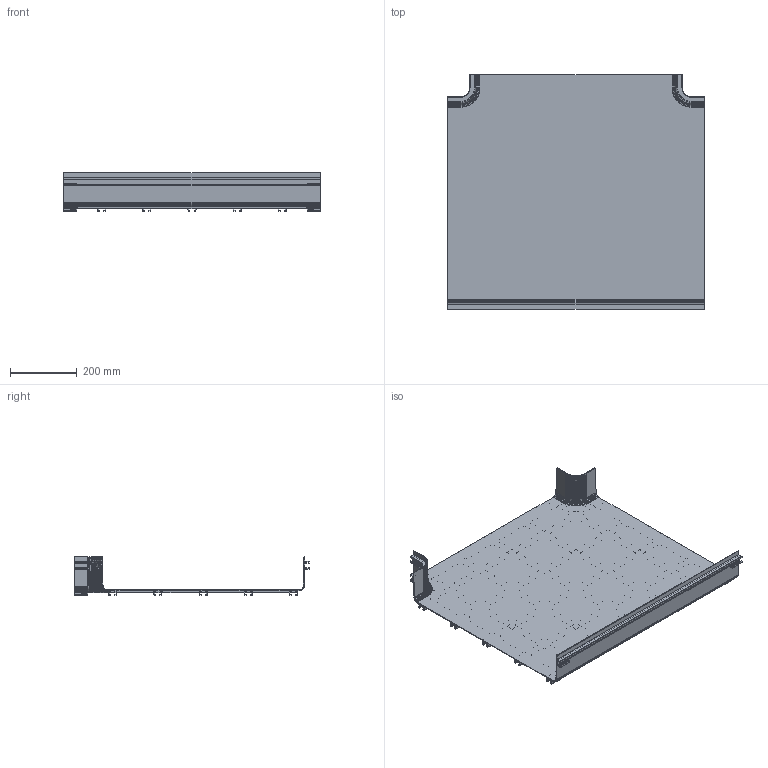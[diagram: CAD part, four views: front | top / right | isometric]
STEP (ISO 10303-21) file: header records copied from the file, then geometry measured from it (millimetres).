
FILE_DESCRIPTION(('FreeCAD Model'),'2;1');
FILE_NAME('Open CASCADE Shape Model','2022-12-06T15:00:15',('Author'),( ''),'Open CASCADE STEP processor 7.6','FreeCAD','Unknown');
FILE_SCHEMA(('AUTOMOTIVE_DESIGN { 1 0 10303 214 1 1 1 1 }'));
Products named in the file (1): DS_600_31920__T________________________________________________________
_______________________________600____001001 (Solid)
Bounding box: 768.67 x 702.33 x 116.5 mm (x, y, z)
Volume: 2190417 mm3; surface area: 1510109.3 mm2
Topology: 1 solids, 1 shells, 6462 faces, 12625 edges, 6264 vertices
Faces by surface type: plane 6462
Entity records: 316952 total; most frequent: DIRECTION 50801, CARTESIAN_POINT 50602, LINE 37875, VECTOR 37875, ORIENTED_EDGE 25250, PCURVE 25250, DEFINITIONAL_REPRESENTATION 25250, EDGE_CURVE 12625
